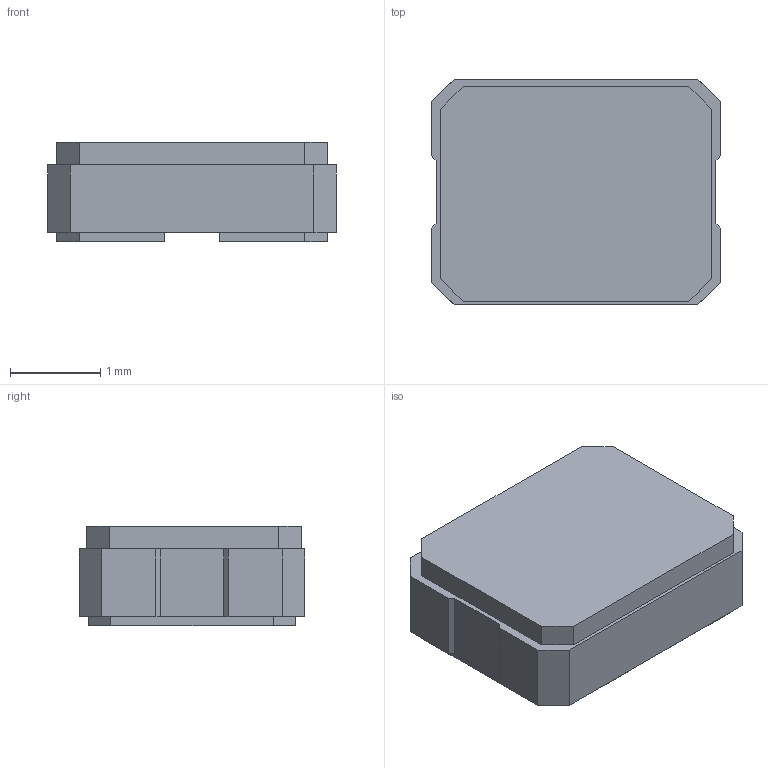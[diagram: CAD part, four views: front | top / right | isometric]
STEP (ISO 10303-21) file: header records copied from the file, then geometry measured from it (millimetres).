
FILE_DESCRIPTION( ( '' ), ' ' );
FILE_NAME( '5bd3e2f739c81614469f88a2.step', '2018-10-27T04:00:55', ( '' ), ( '' ), ' ', ' ', ' ' );
FILE_SCHEMA( ( 'AUTOMOTIVE_DESIGN { 1 0 10303 214 1 1 1 1 }' ) );
Length unit declared in the file: metre
Products named in the file (4): Assem1; Part 1; Part 2
Assembly tree (3 placements, depth 2):
  Assem1
    Part 1
    Part 2
    Part 1
Bounding box: 3.2 x 2.5 x 1.1 mm (x, y, z)
Volume: 8.9 mm3; surface area: 40.4 mm2
Topology: 3 solids, 3 shells, 44 faces, 115 edges, 78 vertices
Faces by surface type: plane 44
Entity records: 1753 total; most frequent: CARTESIAN_POINT 241, ORIENTED_EDGE 230, DIRECTION 211, EDGE_CURVE 115, LINE 115, VECTOR 115, VERTEX_POINT 78, AXIS2_PLACEMENT_3D 48
